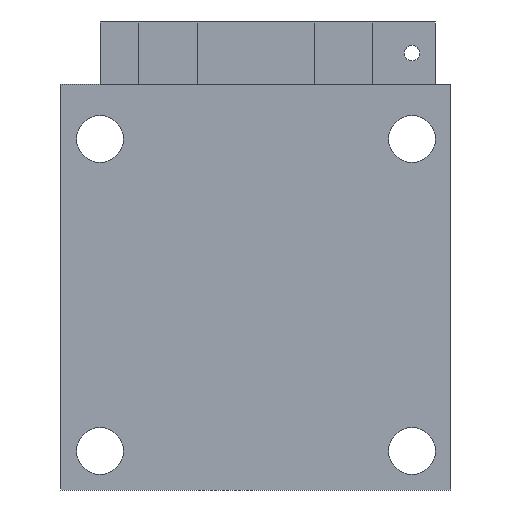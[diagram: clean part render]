
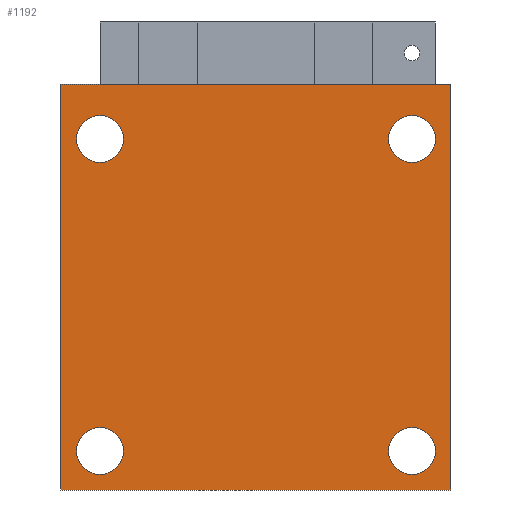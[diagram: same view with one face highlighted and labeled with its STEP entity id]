
A CAD part, front view. The second image highlights one B-rep face of the part: STEP entity #1192.
In plain terms, the highlighted planar face has unit normal (0, -1, 0).
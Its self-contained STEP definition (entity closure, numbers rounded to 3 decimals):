
#12 = EDGE_CURVE ( 'NONE', #1169, #1734, #1776, .T. ) ;
#13 = CARTESIAN_POINT ( 'NONE',  ( 0., 12., 0. ) ) ;
#20 = DIRECTION ( 'NONE',  ( 1., 0., 0. ) ) ;
#84 = CARTESIAN_POINT ( 'NONE',  ( 11.5, 12., 0. ) ) ;
#100 = AXIS2_PLACEMENT_3D ( 'NONE', #306, #1439, #1400 ) ;
#117 = CARTESIAN_POINT ( 'NONE',  ( -12.5, 12., 0. ) ) ;
#148 = DIRECTION ( 'NONE',  ( 0., 0., 1. ) ) ;
#149 = EDGE_CURVE ( 'NONE', #1194, #1772, #993, .T. ) ;
#152 = VERTEX_POINT ( 'NONE', #872 ) ;
#161 = VECTOR ( 'NONE', #412, 1000. ) ;
#164 = VERTEX_POINT ( 'NONE', #714 ) ;
#191 = EDGE_CURVE ( 'NONE', #238, #1791, #452, .T. ) ;
#199 = EDGE_CURVE ( 'NONE', #1720, #619, #889, .T. ) ;
#201 = CARTESIAN_POINT ( 'NONE',  ( -10., 12., -3.5 ) ) ;
#204 = CARTESIAN_POINT ( 'NONE',  ( -10., 12., -25. ) ) ;
#216 = CARTESIAN_POINT ( 'NONE',  ( -10., 12., -3.5 ) ) ;
#218 = VECTOR ( 'NONE', #20, 1000. ) ;
#238 = VERTEX_POINT ( 'NONE', #695 ) ;
#246 = AXIS2_PLACEMENT_3D ( 'NONE', #882, #1596, #708 ) ;
#265 = ORIENTED_EDGE ( 'NONE', *, *, #1000, .T. ) ;
#267 = DIRECTION ( 'NONE',  ( 0., 0., 1. ) ) ;
#275 = ORIENTED_EDGE ( 'NONE', *, *, #149, .T. ) ;
#291 = DIRECTION ( 'NONE',  ( 0., 1., 0. ) ) ;
#299 = CARTESIAN_POINT ( 'NONE',  ( -12.5, 12., 0. ) ) ;
#306 = CARTESIAN_POINT ( 'NONE',  ( -10., 12., -23.5 ) ) ;
#327 = EDGE_CURVE ( 'NONE', #1661, #1194, #954, .T. ) ;
#340 = DIRECTION ( 'NONE',  ( 0., 0., 1. ) ) ;
#356 = CARTESIAN_POINT ( 'NONE',  ( -10., 12., -5. ) ) ;
#362 = DIRECTION ( 'NONE',  ( 1., 0., 0. ) ) ;
#365 = CARTESIAN_POINT ( 'NONE',  ( 10., 12., -25. ) ) ;
#371 = EDGE_CURVE ( 'NONE', #1291, #466, #1676, .T. ) ;
#407 = LINE ( 'NONE', #117, #837 ) ;
#412 = DIRECTION ( 'NONE',  ( 0., 0., -1. ) ) ;
#420 = DIRECTION ( 'NONE',  ( -1., 0., 0. ) ) ;
#423 = DIRECTION ( 'NONE',  ( 0., -1., 0. ) ) ;
#428 = AXIS2_PLACEMENT_3D ( 'NONE', #216, #1736, #340 ) ;
#451 = EDGE_LOOP ( 'NONE', ( #762, #709 ) ) ;
#452 = CIRCLE ( 'NONE', #678, 1.5 ) ;
#466 = VERTEX_POINT ( 'NONE', #578 ) ;
#481 = CIRCLE ( 'NONE', #746, 1.5 ) ;
#496 = LINE ( 'NONE', #1060, #1187 ) ;
#540 = CARTESIAN_POINT ( 'NONE',  ( -12.5, 12., 0. ) ) ;
#542 = AXIS2_PLACEMENT_3D ( 'NONE', #1405, #700, #858 ) ;
#576 = DIRECTION ( 'NONE',  ( 0., 1., 0. ) ) ;
#578 = CARTESIAN_POINT ( 'NONE',  ( -12.5, 12., -26. ) ) ;
#602 = ORIENTED_EDGE ( 'NONE', *, *, #704, .T. ) ;
#619 = VERTEX_POINT ( 'NONE', #1746 ) ;
#622 = CIRCLE ( 'NONE', #428, 1.5 ) ;
#659 = EDGE_LOOP ( 'NONE', ( #978, #1018 ) ) ;
#666 = FACE_BOUND ( 'NONE', #451, .T. ) ;
#678 = AXIS2_PLACEMENT_3D ( 'NONE', #1271, #291, #148 ) ;
#695 = CARTESIAN_POINT ( 'NONE',  ( 10., 12., -5. ) ) ;
#697 = FACE_BOUND ( 'NONE', #1087, .T. ) ;
#700 = DIRECTION ( 'NONE',  ( 0., 1., 0. ) ) ;
#704 = EDGE_CURVE ( 'NONE', #466, #1661, #496, .T. ) ;
#707 = FACE_BOUND ( 'NONE', #659, .T. ) ;
#708 = DIRECTION ( 'NONE',  ( 0., 0., 1. ) ) ;
#709 = ORIENTED_EDGE ( 'NONE', *, *, #191, .T. ) ;
#714 = CARTESIAN_POINT ( 'NONE',  ( -10., 12., -2. ) ) ;
#746 = AXIS2_PLACEMENT_3D ( 'NONE', #201, #576, #1693 ) ;
#761 = CARTESIAN_POINT ( 'NONE',  ( 10., 12., -23.5 ) ) ;
#762 = ORIENTED_EDGE ( 'NONE', *, *, #828, .T. ) ;
#781 = ORIENTED_EDGE ( 'NONE', *, *, #371, .T. ) ;
#828 = EDGE_CURVE ( 'NONE', #1791, #238, #1218, .T. ) ;
#837 = VECTOR ( 'NONE', #1243, 1000. ) ;
#851 = ORIENTED_EDGE ( 'NONE', *, *, #1704, .T. ) ;
#858 = DIRECTION ( 'NONE',  ( 0., 0., 1. ) ) ;
#872 = CARTESIAN_POINT ( 'NONE',  ( -10., 12., 0. ) ) ;
#882 = CARTESIAN_POINT ( 'NONE',  ( 10., 12., -23.5 ) ) ;
#889 = CIRCLE ( 'NONE', #100, 1.5 ) ;
#892 = AXIS2_PLACEMENT_3D ( 'NONE', #1528, #1673, #1072 ) ;
#894 = EDGE_CURVE ( 'NONE', #619, #1720, #1812, .T. ) ;
#920 = EDGE_LOOP ( 'NONE', ( #851, #265 ) ) ;
#922 = AXIS2_PLACEMENT_3D ( 'NONE', #1554, #423, #1274 ) ;
#948 = VECTOR ( 'NONE', #420, 1000. ) ;
#949 = VECTOR ( 'NONE', #267, 1000. ) ;
#954 = LINE ( 'NONE', #1084, #949 ) ;
#967 = CARTESIAN_POINT ( 'NONE',  ( 12.5, 12., 0. ) ) ;
#978 = ORIENTED_EDGE ( 'NONE', *, *, #12, .T. ) ;
#986 = PLANE ( 'NONE',  #922 ) ;
#989 = EDGE_CURVE ( 'NONE', #1734, #1169, #1723, .T. ) ;
#993 = LINE ( 'NONE', #299, #948 ) ;
#1000 = EDGE_CURVE ( 'NONE', #1340, #164, #481, .T. ) ;
#1018 = ORIENTED_EDGE ( 'NONE', *, *, #989, .T. ) ;
#1041 = AXIS2_PLACEMENT_3D ( 'NONE', #761, #1290, #1154 ) ;
#1047 = EDGE_LOOP ( 'NONE', ( #1240, #1221, #781, #602, #1782, #275 ) ) ;
#1060 = CARTESIAN_POINT ( 'NONE',  ( -12.5, 12., -26. ) ) ;
#1072 = DIRECTION ( 'NONE',  ( 0., 0., 1. ) ) ;
#1084 = CARTESIAN_POINT ( 'NONE',  ( 12.5, 12., 0. ) ) ;
#1087 = EDGE_LOOP ( 'NONE', ( #1259, #1352 ) ) ;
#1154 = DIRECTION ( 'NONE',  ( 0., 0., 1. ) ) ;
#1169 = VERTEX_POINT ( 'NONE', #1563 ) ;
#1187 = VECTOR ( 'NONE', #362, 1000. ) ;
#1192 = ADVANCED_FACE ( 'NONE', ( #666, #707, #1686, #697, #1671 ), #986, .T. ) ;
#1194 = VERTEX_POINT ( 'NONE', #967 ) ;
#1203 = EDGE_CURVE ( 'NONE', #1291, #152, #1266, .T. ) ;
#1218 = CIRCLE ( 'NONE', #892, 1.5 ) ;
#1221 = ORIENTED_EDGE ( 'NONE', *, *, #1203, .F. ) ;
#1238 = EDGE_CURVE ( 'NONE', #1772, #152, #407, .T. ) ;
#1240 = ORIENTED_EDGE ( 'NONE', *, *, #1238, .T. ) ;
#1243 = DIRECTION ( 'NONE',  ( -1., 0., 0. ) ) ;
#1259 = ORIENTED_EDGE ( 'NONE', *, *, #894, .T. ) ;
#1266 = LINE ( 'NONE', #13, #218 ) ;
#1271 = CARTESIAN_POINT ( 'NONE',  ( 10., 12., -3.5 ) ) ;
#1274 = DIRECTION ( 'NONE',  ( 0., 0., -1. ) ) ;
#1290 = DIRECTION ( 'NONE',  ( 0., 1., 0. ) ) ;
#1291 = VERTEX_POINT ( 'NONE', #1540 ) ;
#1294 = CARTESIAN_POINT ( 'NONE',  ( 12.5, 12., -26. ) ) ;
#1340 = VERTEX_POINT ( 'NONE', #356 ) ;
#1352 = ORIENTED_EDGE ( 'NONE', *, *, #199, .T. ) ;
#1400 = DIRECTION ( 'NONE',  ( 0., 0., 1. ) ) ;
#1405 = CARTESIAN_POINT ( 'NONE',  ( -10., 12., -23.5 ) ) ;
#1439 = DIRECTION ( 'NONE',  ( 0., 1., 0. ) ) ;
#1528 = CARTESIAN_POINT ( 'NONE',  ( 10., 12., -3.5 ) ) ;
#1540 = CARTESIAN_POINT ( 'NONE',  ( -12.5, 12., 0. ) ) ;
#1554 = CARTESIAN_POINT ( 'NONE',  ( -12.5, 12., 0. ) ) ;
#1563 = CARTESIAN_POINT ( 'NONE',  ( 10., 12., -22. ) ) ;
#1596 = DIRECTION ( 'NONE',  ( 0., 1., 0. ) ) ;
#1609 = CARTESIAN_POINT ( 'NONE',  ( 10., 12., -2. ) ) ;
#1661 = VERTEX_POINT ( 'NONE', #1294 ) ;
#1671 = FACE_OUTER_BOUND ( 'NONE', #1047, .T. ) ;
#1673 = DIRECTION ( 'NONE',  ( 0., 1., 0. ) ) ;
#1676 = LINE ( 'NONE', #540, #161 ) ;
#1686 = FACE_BOUND ( 'NONE', #920, .T. ) ;
#1693 = DIRECTION ( 'NONE',  ( 0., 0., 1. ) ) ;
#1704 = EDGE_CURVE ( 'NONE', #164, #1340, #622, .T. ) ;
#1720 = VERTEX_POINT ( 'NONE', #204 ) ;
#1723 = CIRCLE ( 'NONE', #1041, 1.5 ) ;
#1734 = VERTEX_POINT ( 'NONE', #365 ) ;
#1736 = DIRECTION ( 'NONE',  ( 0., 1., 0. ) ) ;
#1746 = CARTESIAN_POINT ( 'NONE',  ( -10., 12., -22. ) ) ;
#1772 = VERTEX_POINT ( 'NONE', #84 ) ;
#1776 = CIRCLE ( 'NONE', #246, 1.5 ) ;
#1782 = ORIENTED_EDGE ( 'NONE', *, *, #327, .T. ) ;
#1791 = VERTEX_POINT ( 'NONE', #1609 ) ;
#1812 = CIRCLE ( 'NONE', #542, 1.5 ) ;
